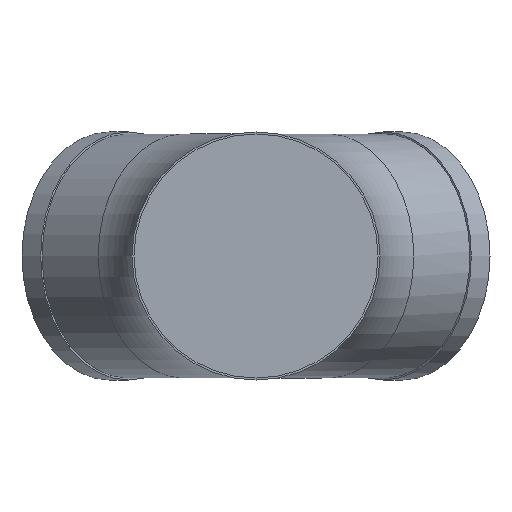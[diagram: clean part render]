
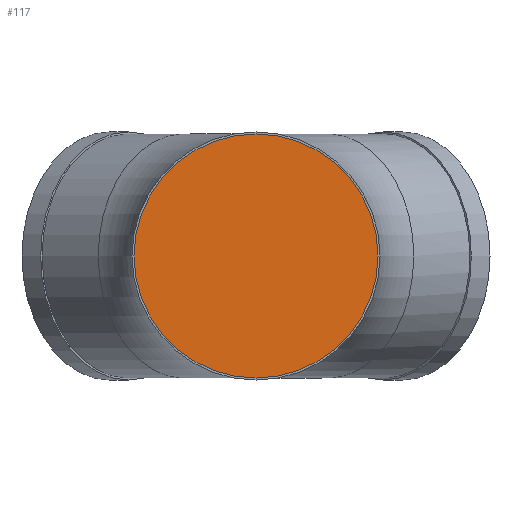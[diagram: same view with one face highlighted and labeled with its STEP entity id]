
A CAD part, front view. The second image highlights one B-rep face of the part: STEP entity #117.
In plain terms, the highlighted planar face has unit normal (0, -1, 0).
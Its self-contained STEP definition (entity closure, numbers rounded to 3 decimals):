
#117 = ADVANCED_FACE( '', ( #237 ), #238, .T. );
#237 = FACE_OUTER_BOUND( '', #341, .T. );
#238 = PLANE( '', #342 );
#341 = EDGE_LOOP( '', ( #497 ) );
#342 = AXIS2_PLACEMENT_3D( '', #498, #499, #500 );
#497 = ORIENTED_EDGE( '', *, *, #526, .T. );
#498 = CARTESIAN_POINT( '', ( 0., 60., 0. ) );
#499 = DIRECTION( '', ( 0., -1., 0. ) );
#500 = DIRECTION( '', ( 0., 0., -1. ) );
#526 = EDGE_CURVE( '', #592, #592, #593, .T. );
#592 = VERTEX_POINT( '', #760 );
#593 = CIRCLE( '', #761, 300. );
#760 = CARTESIAN_POINT( '', ( 0., 60., -300. ) );
#761 = AXIS2_PLACEMENT_3D( '', #933, #934, #935 );
#933 = CARTESIAN_POINT( '', ( 0., 60., 0. ) );
#934 = DIRECTION( '', ( 0., -1., 0. ) );
#935 = DIRECTION( '', ( 0., 0., -1. ) );
